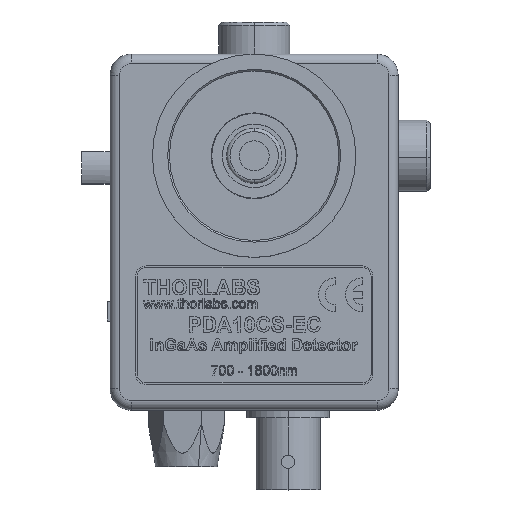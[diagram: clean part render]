
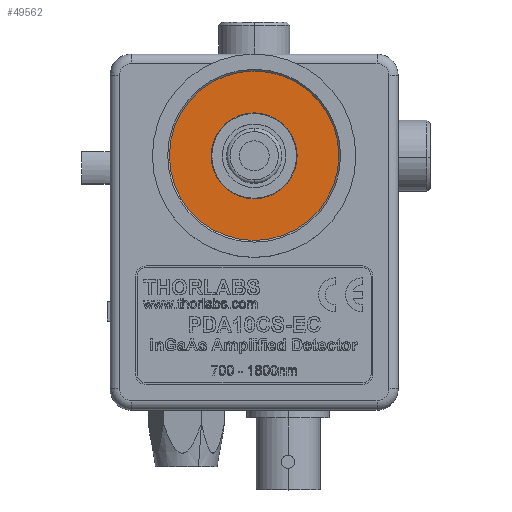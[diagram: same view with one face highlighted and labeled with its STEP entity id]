
A CAD part, top view. The second image highlights one B-rep face of the part: STEP entity #49562.
In plain terms, the highlighted planar face has unit normal (0, 0, 1).
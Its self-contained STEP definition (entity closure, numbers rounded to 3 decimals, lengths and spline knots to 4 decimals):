
#30991 = CIRCLE ( 'NONE', #31041, 0.2535 ) ;
#31024 = DIRECTION ( 'NONE',  ( 1., 0., 0. ) ) ;
#31025 = DIRECTION ( 'NONE',  ( 0., 0., 1. ) ) ;
#31027 = CARTESIAN_POINT ( 'NONE',  ( 1.1035, 1.5, 0.88 ) ) ;
#31032 = CARTESIAN_POINT ( 'NONE',  ( 0.85, 1.5, 0.88 ) ) ;
#31041 = AXIS2_PLACEMENT_3D ( 'NONE', #31032, #31025, #31024 ) ;
#31075 = AXIS2_PLACEMENT_3D ( 'NONE', #31126, #31125, #31124 ) ;
#31080 = CARTESIAN_POINT ( 'NONE',  ( 1.3675, 1.5, 0.88 ) ) ;
#31082 = DIRECTION ( 'NONE',  ( 1., 0., 0. ) ) ;
#31083 = DIRECTION ( 'NONE',  ( 0., 0., 1. ) ) ;
#31084 = CARTESIAN_POINT ( 'NONE',  ( 0.85, 1.5, 0.88 ) ) ;
#31086 = CIRCLE ( 'NONE', #31075, 0.5175 ) ;
#31087 = CARTESIAN_POINT ( 'NONE',  ( 0.3325, 1.5, 0.88 ) ) ;
#31093 = CIRCLE ( 'NONE', #31099, 0.5175 ) ;
#31099 = AXIS2_PLACEMENT_3D ( 'NONE', #31084, #31083, #31082 ) ;
#31121 = DIRECTION ( 'NONE',  ( 0., 0., 1. ) ) ;
#31122 = FACE_BOUND ( 'NONE', #49568, .T. ) ;
#31123 = FACE_OUTER_BOUND ( 'NONE', #49565, .T. ) ;
#31124 = DIRECTION ( 'NONE',  ( 1., 0., 0. ) ) ;
#31125 = DIRECTION ( 'NONE',  ( 0., 0., 1. ) ) ;
#31126 = CARTESIAN_POINT ( 'NONE',  ( 0.85, 1.5, 0.88 ) ) ;
#31157 = CARTESIAN_POINT ( 'NONE',  ( 0.5965, 1.5, 0.88 ) ) ;
#31159 = DIRECTION ( 'NONE',  ( 1., 0., 0. ) ) ;
#31160 = DIRECTION ( 'NONE',  ( 0., 0., 1. ) ) ;
#31161 = CARTESIAN_POINT ( 'NONE',  ( 0.85, 1.5, 0.88 ) ) ;
#31166 = DIRECTION ( 'NONE',  ( 1., 0., 0. ) ) ;
#31168 = CARTESIAN_POINT ( 'NONE',  ( 0.85, 1.5, 0.88 ) ) ;
#31171 = AXIS2_PLACEMENT_3D ( 'NONE', #31168, #31121, #31166 ) ;
#31173 = AXIS2_PLACEMENT_3D ( 'NONE', #31161, #31160, #31159 ) ;
#31174 = CIRCLE ( 'NONE', #31173, 0.2535 ) ;
#31175 = PLANE ( 'NONE',  #31171 ) ;
#49416 = ORIENTED_EDGE ( 'NONE', *, *, #49542, .T. ) ;
#49511 = EDGE_CURVE ( 'NONE', #49570, #49512, #30991, .T. ) ;
#49512 = VERTEX_POINT ( 'NONE', #31027 ) ;
#49542 = EDGE_CURVE ( 'NONE', #49544, #49547, #31093, .T. ) ;
#49544 = VERTEX_POINT ( 'NONE', #31080 ) ;
#49547 = VERTEX_POINT ( 'NONE', #31087 ) ;
#49549 = ORIENTED_EDGE ( 'NONE', *, *, #49552, .T. ) ;
#49552 = EDGE_CURVE ( 'NONE', #49547, #49544, #31086, .T. ) ;
#49562 = ADVANCED_FACE ( 'NONE', ( #31122, #31123 ), #31175, .T. ) ;
#49563 = ORIENTED_EDGE ( 'NONE', *, *, #49511, .F. ) ;
#49564 = EDGE_CURVE ( 'NONE', #49512, #49570, #31174, .T. ) ;
#49565 = EDGE_LOOP ( 'NONE', ( #49416, #49549 ) ) ;
#49568 = EDGE_LOOP ( 'NONE', ( #49569, #49563 ) ) ;
#49569 = ORIENTED_EDGE ( 'NONE', *, *, #49564, .F. ) ;
#49570 = VERTEX_POINT ( 'NONE', #31157 ) ;
